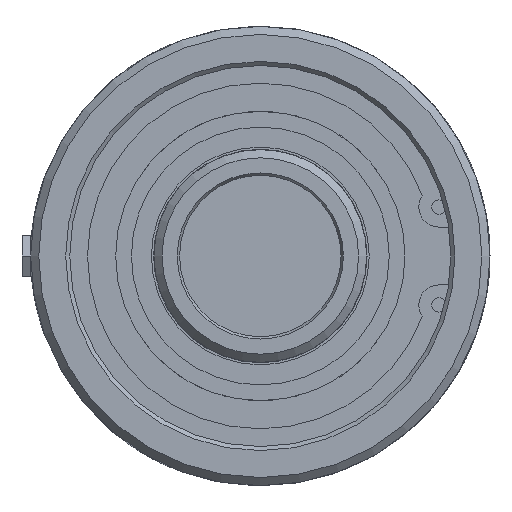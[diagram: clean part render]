
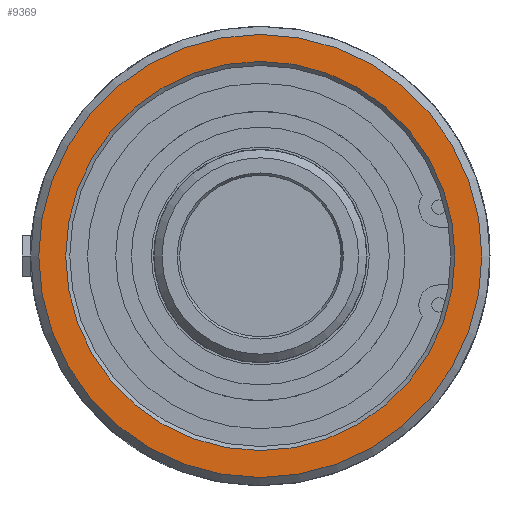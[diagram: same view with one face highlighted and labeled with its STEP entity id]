
A CAD part, left-side view. The second image highlights one B-rep face of the part: STEP entity #9369.
In plain terms, the highlighted planar face has unit normal (-1, 0, 0).
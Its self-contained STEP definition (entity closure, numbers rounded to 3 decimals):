
#170=PLANE('',#10097);
#502=FACE_BOUND('',#1546,.T.);
#968=FACE_OUTER_BOUND('',#1545,.T.);
#1545=EDGE_LOOP('',(#8265));
#1546=EDGE_LOOP('',(#8266));
#2465=CIRCLE('',#10096,38.34);
#2466=CIRCLE('',#10098,43.65);
#4320=VERTEX_POINT('',#67251);
#4321=VERTEX_POINT('',#67255);
#5656=EDGE_CURVE('',#4320,#4320,#2465,.T.);
#5657=EDGE_CURVE('',#4321,#4321,#2466,.T.);
#8265=ORIENTED_EDGE('',*,*,#5657,.F.);
#8266=ORIENTED_EDGE('',*,*,#5656,.F.);
#9369=ADVANCED_FACE('',(#968,#502),#170,.F.);
#10096=AXIS2_PLACEMENT_3D('',#67253,#11938,#11939);
#10097=AXIS2_PLACEMENT_3D('',#67254,#11940,#11941);
#10098=AXIS2_PLACEMENT_3D('',#67256,#11942,#11943);
#11938=DIRECTION('center_axis',(-1.,0.,0.));
#11939=DIRECTION('ref_axis',(0.,-1.,0.));
#11940=DIRECTION('center_axis',(1.,0.,0.));
#11941=DIRECTION('ref_axis',(0.,0.,-1.));
#11942=DIRECTION('center_axis',(1.,0.,0.));
#11943=DIRECTION('ref_axis',(0.,-1.,0.));
#67251=CARTESIAN_POINT('',(1.9,38.34,0.));
#67253=CARTESIAN_POINT('Origin',(1.9,0.,0.));
#67254=CARTESIAN_POINT('Origin',(1.9,22.625,0.));
#67255=CARTESIAN_POINT('',(1.9,43.65,0.));
#67256=CARTESIAN_POINT('Origin',(1.9,0.,0.));
